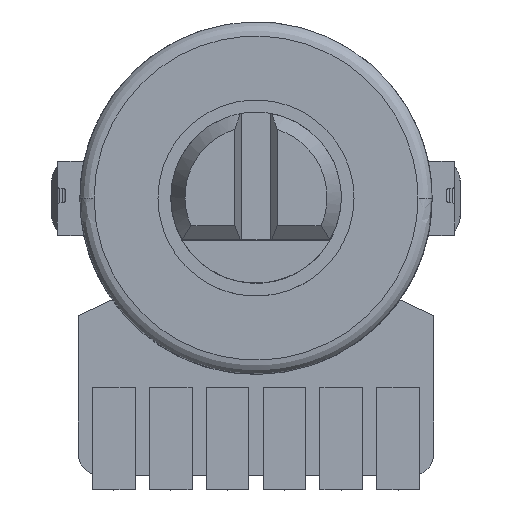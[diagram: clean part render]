
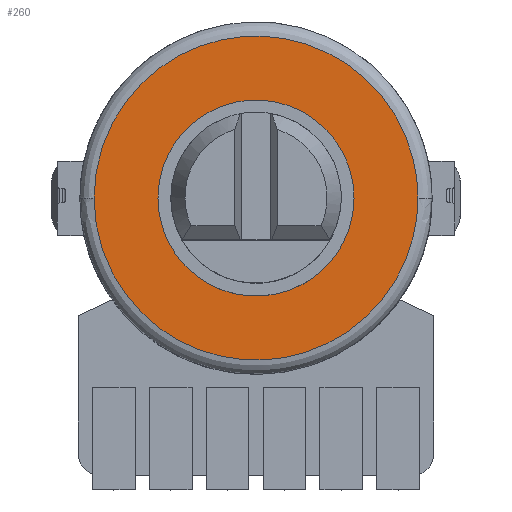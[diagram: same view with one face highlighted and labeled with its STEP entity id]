
A CAD part, top view. The second image highlights one B-rep face of the part: STEP entity #260.
In plain terms, the highlighted planar face has unit normal (0, 0, 1).
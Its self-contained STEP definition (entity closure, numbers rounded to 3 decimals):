
#15=FACE_BOUND('',#769,.T.);
#260=ADVANCED_FACE('',(#514,#15),#4151,.T.);
#514=FACE_OUTER_BOUND('',#768,.T.);
#768=EDGE_LOOP('',(#1546,#1547));
#769=EDGE_LOOP('',(#1548,#1549));
#1546=ORIENTED_EDGE('',*,*,#2557,.T.);
#1547=ORIENTED_EDGE('',*,*,#2559,.F.);
#1548=ORIENTED_EDGE('',*,*,#2550,.T.);
#1549=ORIENTED_EDGE('',*,*,#2552,.T.);
#2550=EDGE_CURVE('',#3767,#3770,#3006,.T.);
#2552=EDGE_CURVE('',#3770,#3767,#3008,.T.);
#2557=EDGE_CURVE('',#3773,#3774,#3013,.T.);
#2559=EDGE_CURVE('',#3773,#3774,#3015,.T.);
#3006=(
BOUNDED_CURVE()
B_SPLINE_CURVE(2,(#8371,#8372,#8373,#8374,#8375),.UNSPECIFIED.,.F.,.F.)
B_SPLINE_CURVE_WITH_KNOTS((3,2,3),(-10.838,-5.419,0.),
 .UNSPECIFIED.)
CURVE()
GEOMETRIC_REPRESENTATION_ITEM()
RATIONAL_B_SPLINE_CURVE((1.,0.707,1.,0.707,1.))
REPRESENTATION_ITEM('')
);
#3008=(
BOUNDED_CURVE()
B_SPLINE_CURVE(2,(#8381,#8382,#8383,#8384,#8385),.UNSPECIFIED.,.F.,.F.)
B_SPLINE_CURVE_WITH_KNOTS((3,2,3),(-10.838,-5.419,0.),
 .UNSPECIFIED.)
CURVE()
GEOMETRIC_REPRESENTATION_ITEM()
RATIONAL_B_SPLINE_CURVE((1.,0.707,1.,0.707,1.))
REPRESENTATION_ITEM('')
);
#3013=(
BOUNDED_CURVE()
B_SPLINE_CURVE(2,(#8402,#8403,#8404,#8405,#8406),.UNSPECIFIED.,.F.,.F.)
B_SPLINE_CURVE_WITH_KNOTS((3,2,3),(0.,8.954,17.907),
 .UNSPECIFIED.)
CURVE()
GEOMETRIC_REPRESENTATION_ITEM()
RATIONAL_B_SPLINE_CURVE((1.,0.707,1.,0.707,1.))
REPRESENTATION_ITEM('')
);
#3015=(
BOUNDED_CURVE()
B_SPLINE_CURVE(2,(#8412,#8413,#8414,#8415,#8416),.UNSPECIFIED.,.F.,.F.)
B_SPLINE_CURVE_WITH_KNOTS((3,2,3),(-17.907,-8.954,0.),
 .UNSPECIFIED.)
CURVE()
GEOMETRIC_REPRESENTATION_ITEM()
RATIONAL_B_SPLINE_CURVE((1.,0.707,1.,0.707,1.))
REPRESENTATION_ITEM('')
);
#3767=VERTEX_POINT('',#8279);
#3770=VERTEX_POINT('',#8282);
#3773=VERTEX_POINT('',#8285);
#3774=VERTEX_POINT('',#8286);
#4151=PLANE('',#4325);
#4325=AXIS2_PLACEMENT_3D('',#7634,#4483,$);
#4483=DIRECTION('',(0.,0.,1.));
#7634=CARTESIAN_POINT('',(6.884,6.884,9.));
#8279=CARTESIAN_POINT('',(-3.45,0.,9.));
#8282=CARTESIAN_POINT('',(3.45,0.,9.));
#8285=CARTESIAN_POINT('',(-5.7,0.,9.));
#8286=CARTESIAN_POINT('',(5.7,0.,9.));
#8371=CARTESIAN_POINT('',(-3.45,0.,9.));
#8372=CARTESIAN_POINT('',(-3.45,3.45,9.));
#8373=CARTESIAN_POINT('',(0.,3.45,9.));
#8374=CARTESIAN_POINT('',(3.45,3.45,9.));
#8375=CARTESIAN_POINT('',(3.45,0.,9.));
#8381=CARTESIAN_POINT('',(3.45,0.,9.));
#8382=CARTESIAN_POINT('',(3.45,-3.45,9.));
#8383=CARTESIAN_POINT('',(0.,-3.45,9.));
#8384=CARTESIAN_POINT('',(-3.45,-3.45,9.));
#8385=CARTESIAN_POINT('',(-3.45,0.,9.));
#8402=CARTESIAN_POINT('',(-5.7,0.,9.));
#8403=CARTESIAN_POINT('',(-5.7,-5.7,9.));
#8404=CARTESIAN_POINT('',(0.,-5.7,9.));
#8405=CARTESIAN_POINT('',(5.7,-5.7,9.));
#8406=CARTESIAN_POINT('',(5.7,0.,9.));
#8412=CARTESIAN_POINT('',(-5.7,0.,9.));
#8413=CARTESIAN_POINT('',(-5.7,5.7,9.));
#8414=CARTESIAN_POINT('',(0.,5.7,9.));
#8415=CARTESIAN_POINT('',(5.7,5.7,9.));
#8416=CARTESIAN_POINT('',(5.7,0.,9.));
